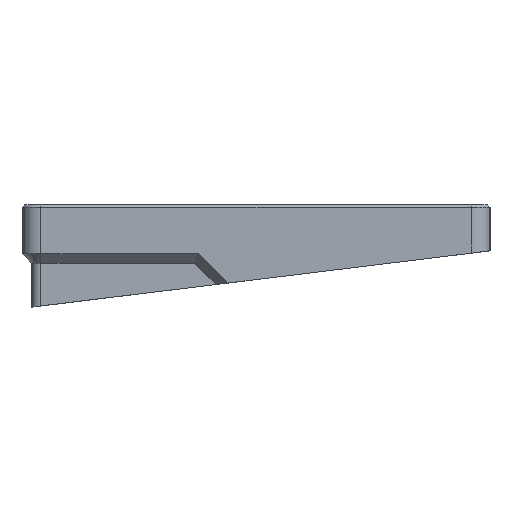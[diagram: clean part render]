
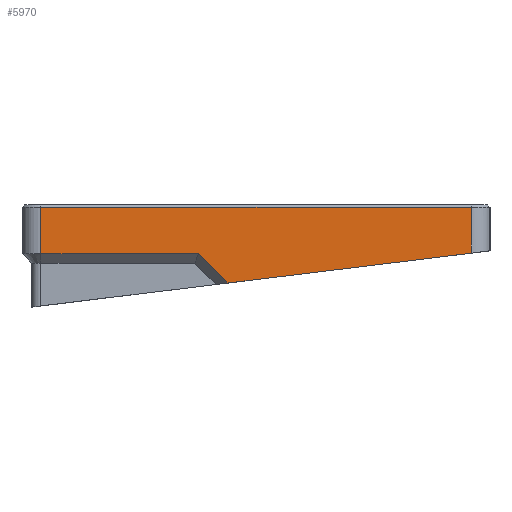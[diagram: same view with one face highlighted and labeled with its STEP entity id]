
A CAD part, left-side view. The second image highlights one B-rep face of the part: STEP entity #5970.
In plain terms, the highlighted planar face has unit normal (-1, 0, 0).
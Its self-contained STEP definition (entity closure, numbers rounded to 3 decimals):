
#385=PLANE('',#6644);
#726=FACE_OUTER_BOUND('',#1118,.T.);
#1118=EDGE_LOOP('',(#5566,#5567,#5568,#5569,#5570,#5571));
#1543=LINE('',#8910,#2066);
#1720=LINE('',#9828,#2243);
#1729=LINE('',#9859,#2252);
#1768=LINE('',#9978,#2291);
#1772=LINE('',#9987,#2295);
#1948=LINE('',#10469,#2471);
#2066=VECTOR('',#7001,10.);
#2243=VECTOR('',#7738,10.);
#2252=VECTOR('',#7773,10.);
#2291=VECTOR('',#7900,10.);
#2295=VECTOR('',#7910,10.);
#2471=VECTOR('',#8484,10.);
#2591=VERTEX_POINT('',#8907);
#2592=VERTEX_POINT('',#8909);
#2858=VERTEX_POINT('',#9818);
#2860=VERTEX_POINT('',#9824);
#2870=VERTEX_POINT('',#9857);
#2906=VERTEX_POINT('',#9977);
#3190=EDGE_CURVE('',#2591,#2592,#1543,.T.);
#3548=EDGE_CURVE('',#2858,#2860,#1720,.T.);
#3564=EDGE_CURVE('',#2858,#2870,#1729,.T.);
#3625=EDGE_CURVE('',#2870,#2906,#1768,.T.);
#3630=EDGE_CURVE('',#2592,#2906,#1772,.T.);
#3869=EDGE_CURVE('',#2860,#2591,#1948,.T.);
#5566=ORIENTED_EDGE('',*,*,#3190,.F.);
#5567=ORIENTED_EDGE('',*,*,#3869,.F.);
#5568=ORIENTED_EDGE('',*,*,#3548,.F.);
#5569=ORIENTED_EDGE('',*,*,#3564,.T.);
#5570=ORIENTED_EDGE('',*,*,#3625,.T.);
#5571=ORIENTED_EDGE('',*,*,#3630,.F.);
#5970=ADVANCED_FACE('',(#726),#385,.T.);
#6644=AXIS2_PLACEMENT_3D('',#10468,#8482,#8483);
#7001=DIRECTION('',(0.,0.993,-0.122));
#7738=DIRECTION('',(0.,-1.,0.));
#7773=DIRECTION('',(0.,0.,-1.));
#7900=DIRECTION('',(0.,-1.,0.));
#7910=DIRECTION('',(0.,0.707,0.707));
#8482=DIRECTION('center_axis',(-1.,0.,0.));
#8483=DIRECTION('ref_axis',(0.,1.,0.));
#8484=DIRECTION('',(0.,0.,-1.));
#8907=CARTESIAN_POINT('',(18.954,16.818,-8.465));
#8909=CARTESIAN_POINT('',(18.954,78.556,-16.045));
#8910=CARTESIAN_POINT('',(18.954,43.679,-11.763));
#9818=CARTESIAN_POINT('',(18.954,126.068,3.2));
#9824=CARTESIAN_POINT('',(18.954,16.818,3.2));
#9828=CARTESIAN_POINT('',(18.954,44.131,3.2));
#9857=CARTESIAN_POINT('',(18.954,126.068,-8.6));
#9859=CARTESIAN_POINT('',(18.954,126.068,-5.4));
#9977=CARTESIAN_POINT('',(18.954,86.001,-8.6));
#9978=CARTESIAN_POINT('',(18.954,60.765,-8.6));
#9987=CARTESIAN_POINT('',(18.954,67.644,-26.957));
#10468=CARTESIAN_POINT('Origin',(18.954,16.818,-5.4));
#10469=CARTESIAN_POINT('',(18.954,16.818,-5.4));
